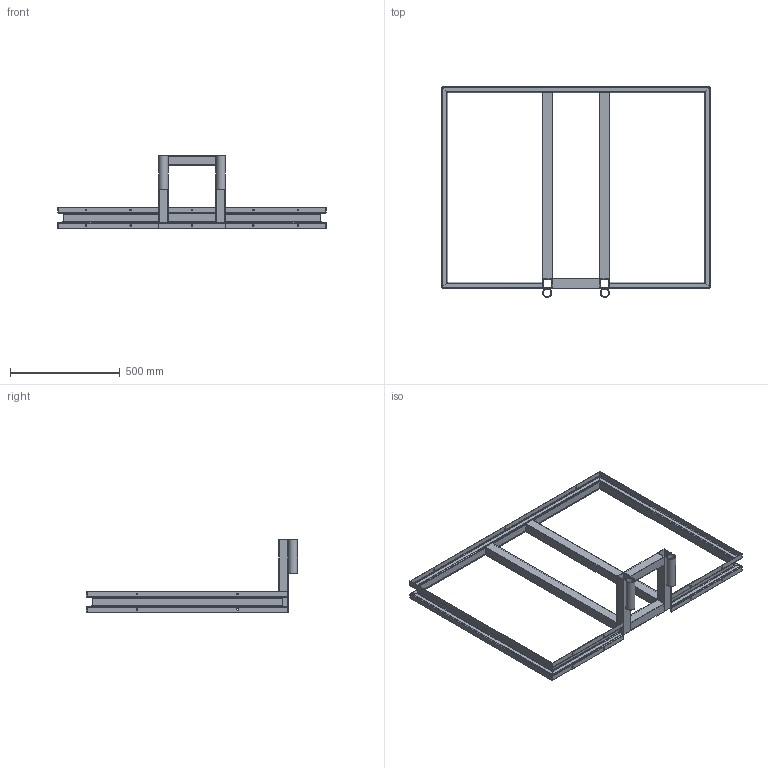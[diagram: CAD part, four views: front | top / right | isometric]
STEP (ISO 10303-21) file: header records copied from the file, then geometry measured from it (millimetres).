
FILE_DESCRIPTION(/* description */ (''),/* implementation_level */ '2;1');
FILE_NAME(/* name */ 'GE-18007.iam.stp',/* time_stamp */ '2018-01-01T11:22:26-08:00',/* author */ ('PhillipD'),/* organization */ (''),/* preprocessor_version */ 'ST-DEVELOPER v16.13',/* originating_system */ 'Autodesk Inventor 2018',/* authorisation */ '');
FILE_SCHEMA (('AUTOMOTIVE_DESIGN { 1 0 10303 214 3 1 1 }'));
Length unit declared in the file: inch
Products named in the file (8): GE-18007; GE-18007-3; GE-18007-2; GE-18007-6; GE-18007-7; GE-18007-5; GE-18007-1; GE-18007-4
Assembly tree (13 placements, depth 2):
  GE-18007
    GE-18007-3  x2
    GE-18007-2  x2
    GE-18007-6  x2
    GE-18007-7
    GE-18007-5  x2
    GE-18007-1  x2
    GE-18007-4  x2
Bounding box: 1224.38 x 961.75 x 330.2 mm (x, y, z)
Volume: 2944889.4 mm3; surface area: 2085984 mm2
Topology: 13 solids, 13 shells, 216 faces, 554 edges, 364 vertices
Faces by surface type: plane 150, cylinder 66
Full cylindrical faces by diameter (mm): 7.366 x22, 35.052 x2, 42.164 x2
Entity records: 4158 total; most frequent: DIRECTION 684, CARTESIAN_POINT 659, ORIENTED_EDGE 608, EDGE_CURVE 304, AXIS2_PLACEMENT_3D 235, LINE 214, VECTOR 214, VERTEX_POINT 210
